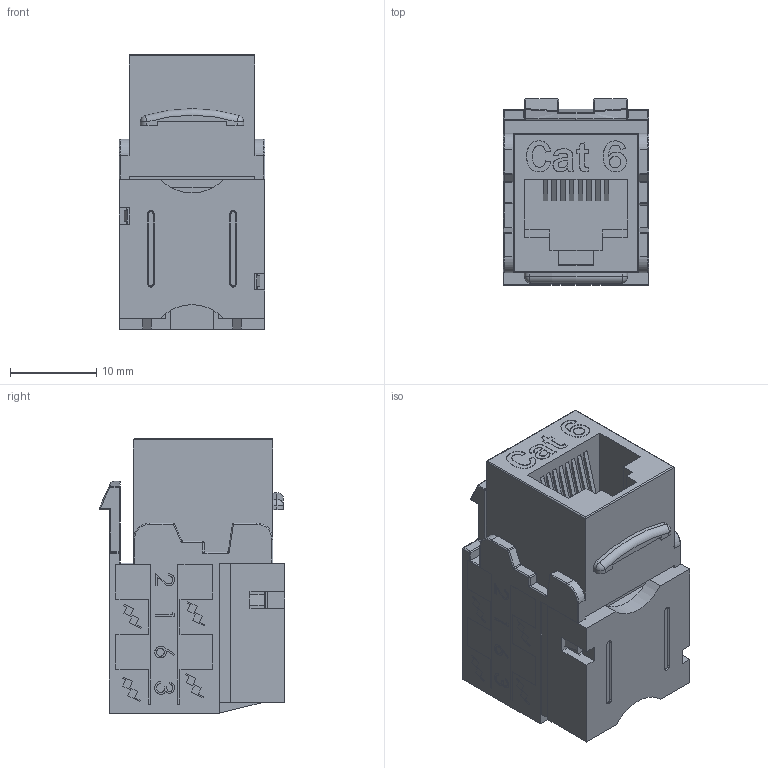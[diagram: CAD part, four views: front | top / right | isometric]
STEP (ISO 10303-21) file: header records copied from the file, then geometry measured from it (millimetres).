
FILE_DESCRIPTION (( 'STEP AP214' ), '1' );
FILE_NAME ('MJS110C56-BLK.STEP', '2011-02-08T19:17:16', ( 'x' ), ( 'Microsoft' ), 'SwSTEP 2.0', 'SolidWorks 2010', '' );
FILE_SCHEMA (( 'AUTOMOTIVE_DESIGN' ));
Length unit declared in the file: inch
Products named in the file (3): MJS110C56-BLK; MJS110C6-MA11; MJS110C6-MA12
Assembly tree (2 placements, depth 2):
  MJS110C56-BLK
    MJS110C6-MA11
    MJS110C6-MA12
Bounding box: 16.92 x 21.59 x 31.85 mm (x, y, z)
Volume: 7578.3 mm3; surface area: 6078.5 mm2
Topology: 2 solids, 2 shells, 808 faces, 2234 edges, 1443 vertices
Faces by surface type: plane 581, bspline 96, cylinder 91, torus 20, sphere 20
Entity records: 40345 total; most frequent: CARTESIAN_POINT 13117, ORIENTED_EDGE 4436, DIRECTION 3631, EDGE_CURVE 2218, VECTOR 1821, LINE 1821, VERTEX_POINT 1439, AXIS2_PLACEMENT_3D 905
